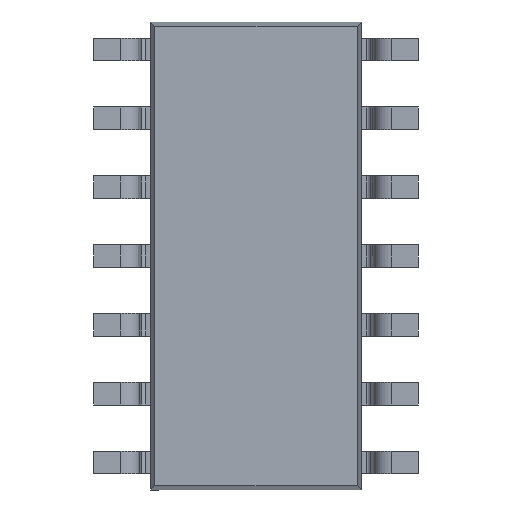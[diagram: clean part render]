
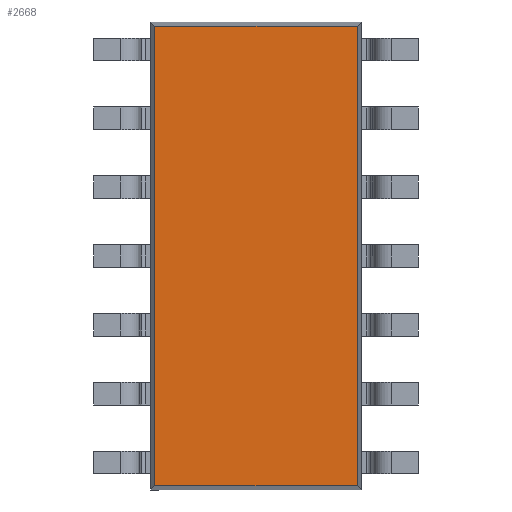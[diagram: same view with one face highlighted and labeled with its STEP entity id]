
A CAD part, front view. The second image highlights one B-rep face of the part: STEP entity #2668.
In plain terms, the highlighted planar face has unit normal (0, -1, 0).
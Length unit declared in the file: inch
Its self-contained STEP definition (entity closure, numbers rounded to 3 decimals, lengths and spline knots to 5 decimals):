
#28 = VECTOR ( 'NONE', #1093, 39.37008 ) ;
#145 = EDGE_CURVE ( 'NONE', #2511, #6604, #2418, .T. ) ;
#270 = LINE ( 'NONE', #566, #992 ) ;
#324 = CARTESIAN_POINT ( 'NONE',  ( -0.07349, 0.01, 0.16699 ) ) ;
#351 = CARTESIAN_POINT ( 'NONE',  ( 0., 0.01, 0. ) ) ;
#566 = CARTESIAN_POINT ( 'NONE',  ( -0.0765, 0.01, -0.16699 ) ) ;
#636 = DIRECTION ( 'NONE',  ( 0., 0., -1. ) ) ;
#640 = CARTESIAN_POINT ( 'NONE',  ( -0.07349, 0.01, -0.16699 ) ) ;
#992 = VECTOR ( 'NONE', #1035, 39.37008 ) ;
#1035 = DIRECTION ( 'NONE',  ( 1., 0., 0. ) ) ;
#1039 = VECTOR ( 'NONE', #3757, 39.37008 ) ;
#1093 = DIRECTION ( 'NONE',  ( 0., 0., 1. ) ) ;
#1573 = CARTESIAN_POINT ( 'NONE',  ( 0.07349, 0.01, -0.17 ) ) ;
#1834 = EDGE_CURVE ( 'NONE', #6604, #4292, #3889, .T. ) ;
#2026 = AXIS2_PLACEMENT_3D ( 'NONE', #351, #3480, #4514 ) ;
#2108 = CARTESIAN_POINT ( 'NONE',  ( 0.0765, 0.01, 0.16699 ) ) ;
#2208 = LINE ( 'NONE', #1573, #28 ) ;
#2418 = LINE ( 'NONE', #2108, #1039 ) ;
#2511 = VERTEX_POINT ( 'NONE', #4066 ) ;
#2668 = ADVANCED_FACE ( 'NONE', ( #3620 ), #6713, .T. ) ;
#2674 = VECTOR ( 'NONE', #636, 39.37008 ) ;
#3480 = DIRECTION ( 'NONE',  ( 0., -1., 0. ) ) ;
#3485 = ORIENTED_EDGE ( 'NONE', *, *, #1834, .T. ) ;
#3620 = FACE_OUTER_BOUND ( 'NONE', #3649, .T. ) ;
#3649 = EDGE_LOOP ( 'NONE', ( #4811, #6619, #3485, #3998 ) ) ;
#3739 = CARTESIAN_POINT ( 'NONE',  ( -0.07349, 0.01, 0.17 ) ) ;
#3757 = DIRECTION ( 'NONE',  ( -1., 0., 0. ) ) ;
#3889 = LINE ( 'NONE', #3739, #2674 ) ;
#3998 = ORIENTED_EDGE ( 'NONE', *, *, #4057, .T. ) ;
#4057 = EDGE_CURVE ( 'NONE', #4292, #6272, #270, .T. ) ;
#4066 = CARTESIAN_POINT ( 'NONE',  ( 0.07349, 0.01, 0.16699 ) ) ;
#4292 = VERTEX_POINT ( 'NONE', #640 ) ;
#4514 = DIRECTION ( 'NONE',  ( 1., 0., 0. ) ) ;
#4744 = CARTESIAN_POINT ( 'NONE',  ( 0.07349, 0.01, -0.16699 ) ) ;
#4780 = EDGE_CURVE ( 'NONE', #6272, #2511, #2208, .T. ) ;
#4811 = ORIENTED_EDGE ( 'NONE', *, *, #4780, .T. ) ;
#6272 = VERTEX_POINT ( 'NONE', #4744 ) ;
#6604 = VERTEX_POINT ( 'NONE', #324 ) ;
#6619 = ORIENTED_EDGE ( 'NONE', *, *, #145, .T. ) ;
#6713 = PLANE ( 'NONE',  #2026 ) ;
